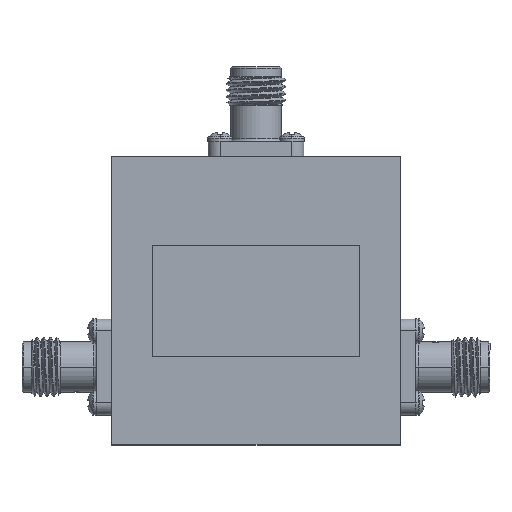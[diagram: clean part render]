
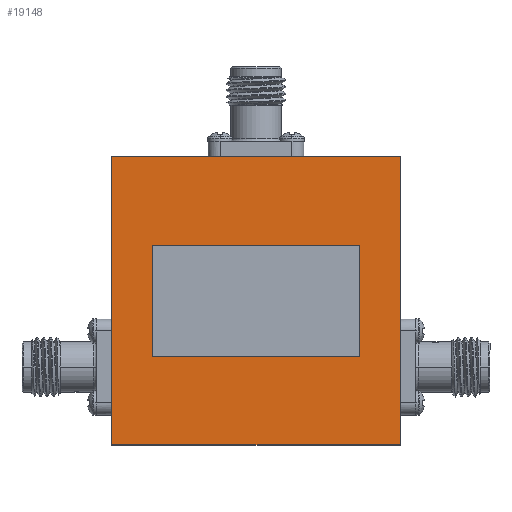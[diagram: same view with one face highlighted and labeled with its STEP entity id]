
A CAD part, top view. The second image highlights one B-rep face of the part: STEP entity #19148.
In plain terms, the highlighted planar face has unit normal (0, 0, 1).
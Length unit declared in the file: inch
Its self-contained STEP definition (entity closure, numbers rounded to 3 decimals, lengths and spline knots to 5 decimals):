
#13 = EDGE_CURVE ( 'NONE', #18765, #15274, #15205, .T. ) ;
#475 = VECTOR ( 'NONE', #12272, 39.37008 ) ;
#924 = AXIS2_PLACEMENT_3D ( 'NONE', #16994, #18455, #3938 ) ;
#1167 = CARTESIAN_POINT ( 'NONE',  ( -0.60039, 0.60039, 0.33465 ) ) ;
#1424 = LINE ( 'NONE', #15855, #17586 ) ;
#1922 = VERTEX_POINT ( 'NONE', #6016 ) ;
#2163 = EDGE_LOOP ( 'NONE', ( #6912, #20071, #3320, #6720 ) ) ;
#2213 = VECTOR ( 'NONE', #14887, 39.37008 ) ;
#2254 = EDGE_CURVE ( 'NONE', #15274, #11062, #18639, .T. ) ;
#2361 = VERTEX_POINT ( 'NONE', #1167 ) ;
#3186 = VECTOR ( 'NONE', #14691, 39.37008 ) ;
#3320 = ORIENTED_EDGE ( 'NONE', *, *, #15474, .T. ) ;
#3666 = EDGE_CURVE ( 'NONE', #11062, #7774, #19088, .T. ) ;
#3815 = CARTESIAN_POINT ( 'NONE',  ( -0.43274, -0.23248, 0.33465 ) ) ;
#3938 = DIRECTION ( 'NONE',  ( -1., 0., 0. ) ) ;
#4864 = DIRECTION ( 'NONE',  ( 0., 1., 0. ) ) ;
#4942 = ORIENTED_EDGE ( 'NONE', *, *, #13, .F. ) ;
#4953 = CARTESIAN_POINT ( 'NONE',  ( -0.60039, -0.60039, 0.33465 ) ) ;
#5660 = VERTEX_POINT ( 'NONE', #8406 ) ;
#6016 = CARTESIAN_POINT ( 'NONE',  ( 0.60039, -0.60039, 0.33465 ) ) ;
#6720 = ORIENTED_EDGE ( 'NONE', *, *, #16322, .T. ) ;
#6912 = ORIENTED_EDGE ( 'NONE', *, *, #13958, .T. ) ;
#7274 = VECTOR ( 'NONE', #10152, 39.37008 ) ;
#7696 = CARTESIAN_POINT ( 'NONE',  ( 0.43274, -0.23248, 0.33465 ) ) ;
#7774 = VERTEX_POINT ( 'NONE', #3815 ) ;
#8406 = CARTESIAN_POINT ( 'NONE',  ( -0.60039, -0.60039, 0.33465 ) ) ;
#9040 = PLANE ( 'NONE',  #924 ) ;
#9480 = FACE_BOUND ( 'NONE', #17534, .T. ) ;
#9710 = DIRECTION ( 'NONE',  ( 0., 1., 0. ) ) ;
#10152 = DIRECTION ( 'NONE',  ( 1., 0., 0. ) ) ;
#10640 = CARTESIAN_POINT ( 'NONE',  ( -0.43274, 0.23248, 0.33465 ) ) ;
#11056 = DIRECTION ( 'NONE',  ( -1., 0., 0. ) ) ;
#11062 = VERTEX_POINT ( 'NONE', #20231 ) ;
#11127 = CARTESIAN_POINT ( 'NONE',  ( 0.60039, -0.60039, 0.33465 ) ) ;
#11151 = DIRECTION ( 'NONE',  ( 0., -1., 0. ) ) ;
#12272 = DIRECTION ( 'NONE',  ( -1., 0., 0. ) ) ;
#12913 = VERTEX_POINT ( 'NONE', #14966 ) ;
#13364 = LINE ( 'NONE', #14538, #17115 ) ;
#13653 = VECTOR ( 'NONE', #9710, 39.37008 ) ;
#13837 = LINE ( 'NONE', #4953, #3186 ) ;
#13958 = EDGE_CURVE ( 'NONE', #1922, #12913, #17424, .T. ) ;
#14098 = ORIENTED_EDGE ( 'NONE', *, *, #3666, .F. ) ;
#14538 = CARTESIAN_POINT ( 'NONE',  ( -0.60039, -0.60039, 0.33465 ) ) ;
#14691 = DIRECTION ( 'NONE',  ( 1., 0., 0. ) ) ;
#14887 = DIRECTION ( 'NONE',  ( 0., -1., 0. ) ) ;
#14966 = CARTESIAN_POINT ( 'NONE',  ( 0.60039, 0.60039, 0.33465 ) ) ;
#15205 = LINE ( 'NONE', #17166, #17213 ) ;
#15274 = VERTEX_POINT ( 'NONE', #17107 ) ;
#15368 = LINE ( 'NONE', #18056, #7274 ) ;
#15474 = EDGE_CURVE ( 'NONE', #2361, #5660, #13364, .T. ) ;
#15595 = EDGE_CURVE ( 'NONE', #7774, #18765, #15368, .T. ) ;
#15855 = CARTESIAN_POINT ( 'NONE',  ( -0.60039, 0.60039, 0.33465 ) ) ;
#16322 = EDGE_CURVE ( 'NONE', #5660, #1922, #13837, .T. ) ;
#16994 = CARTESIAN_POINT ( 'NONE',  ( 0., 0., 0.33465 ) ) ;
#17040 = FACE_OUTER_BOUND ( 'NONE', #2163, .T. ) ;
#17107 = CARTESIAN_POINT ( 'NONE',  ( 0.43274, 0.23248, 0.33465 ) ) ;
#17115 = VECTOR ( 'NONE', #11151, 39.37008 ) ;
#17166 = CARTESIAN_POINT ( 'NONE',  ( 0.43274, -0.23248, 0.33465 ) ) ;
#17213 = VECTOR ( 'NONE', #4864, 39.37008 ) ;
#17424 = LINE ( 'NONE', #11127, #13653 ) ;
#17521 = ORIENTED_EDGE ( 'NONE', *, *, #2254, .F. ) ;
#17534 = EDGE_LOOP ( 'NONE', ( #4942, #17778, #14098, #17521 ) ) ;
#17586 = VECTOR ( 'NONE', #11056, 39.37008 ) ;
#17778 = ORIENTED_EDGE ( 'NONE', *, *, #15595, .F. ) ;
#18056 = CARTESIAN_POINT ( 'NONE',  ( -0.43274, -0.23248, 0.33465 ) ) ;
#18084 = EDGE_CURVE ( 'NONE', #12913, #2361, #1424, .T. ) ;
#18455 = DIRECTION ( 'NONE',  ( 0., 0., -1. ) ) ;
#18639 = LINE ( 'NONE', #10640, #475 ) ;
#18765 = VERTEX_POINT ( 'NONE', #7696 ) ;
#19088 = LINE ( 'NONE', #19872, #2213 ) ;
#19148 = ADVANCED_FACE ( 'NONE', ( #17040, #9480 ), #9040, .F. ) ;
#19872 = CARTESIAN_POINT ( 'NONE',  ( -0.43274, -0.23248, 0.33465 ) ) ;
#20071 = ORIENTED_EDGE ( 'NONE', *, *, #18084, .T. ) ;
#20231 = CARTESIAN_POINT ( 'NONE',  ( -0.43274, 0.23248, 0.33465 ) ) ;
